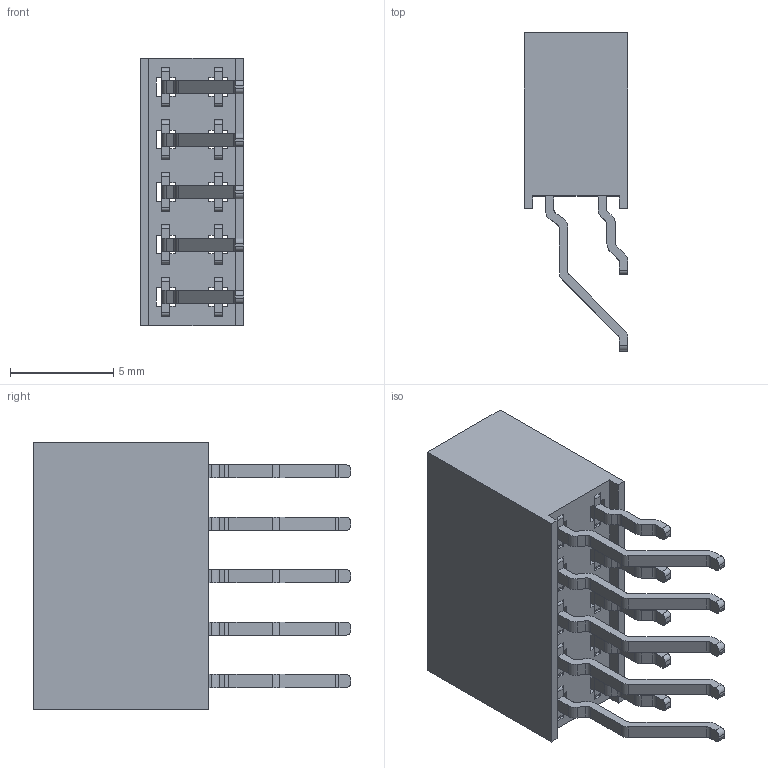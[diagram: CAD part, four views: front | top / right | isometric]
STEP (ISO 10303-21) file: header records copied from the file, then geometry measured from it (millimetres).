
FILE_DESCRIPTION (( 'STEP AP214' ), '1' );
FILE_NAME ('m20-7920542_asm.STEP', '2023-01-09T12:01:13', ( '' ), ( '' ), 'SwSTEP 2.0', 'SolidWorks 2022', '' );
FILE_SCHEMA (( 'AUTOMOTIVE_DESIGN' ));
Length unit declared in the file: inch
Products named in the file (12): m20-7920542_asm; M20-792_CONTACT1_4; M20-792_CONTACT2; M20-792_CONTACT2_1; M20-79205_MOULD; M20-792_CONTACT1_3; M20-792_CONTACT1_2; M20-792_CONTACT2_4; M20-792_CONTACT2_3; M20-792_CONTACT2_2; M20-792_CONTACT1; M20-792_CONTACT1_1
Assembly tree (11 placements, depth 2):
  m20-7920542_asm
    M20-79205_MOULD
    M20-792_CONTACT1
    M20-792_CONTACT1_1
    M20-792_CONTACT1_2
    M20-792_CONTACT1_3
    M20-792_CONTACT1_4
    M20-792_CONTACT2
    M20-792_CONTACT2_1
    M20-792_CONTACT2_2
    M20-792_CONTACT2_3
    M20-792_CONTACT2_4
Bounding box: 5 x 15.4 x 12.95 mm (x, y, z)
Volume: 473.7 mm3; surface area: 1234.1 mm2
Topology: 11 solids, 11 shells, 765 faces, 2159 edges, 1426 vertices
Faces by surface type: plane 450, cylinder 295, bspline 20
Entity records: 28647 total; most frequent: CARTESIAN_POINT 4844, ORIENTED_EDGE 4318, DIRECTION 4207, EDGE_CURVE 2159, LINE 1509, VECTOR 1509, VERTEX_POINT 1426, AXIS2_PLACEMENT_3D 1349
